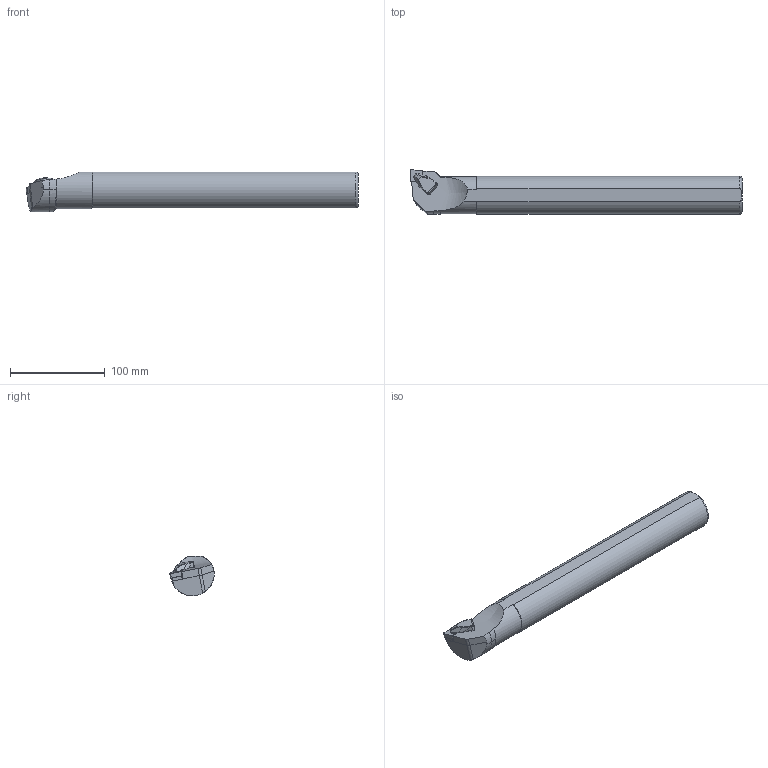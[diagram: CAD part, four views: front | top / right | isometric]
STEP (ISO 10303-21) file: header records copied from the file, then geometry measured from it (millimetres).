
FILE_DESCRIPTION(/* description */ (''),/* implementation_level */ '2;1');
FILE_NAME(/* name */ 'S40U-TCLNL-12.stp',/* time_stamp */ '2023-10-06T14:57:50+03:00',/* author */ (''),/* organization */ (''),/* preprocessor_version */ 'ST-DEVELOPER v19.4',/* originating_system */ 'SIEMENS PLM Software NX2306.3001',/* authorisation */ '');
FILE_SCHEMA (('AUTOMOTIVE_DESIGN { 1 0 10303 214 3 1 1 1 }'));
Length unit declared in the file: millimetre
Products named in the file (1): S40U-TCLNR-12-
Bounding box: 349.92 x 46.94 x 41.74 mm (x, y, z)
Volume: 416523.1 mm3; surface area: 46651.9 mm2
Topology: 2 solids, 2 shells, 109 faces, 268 edges, 164 vertices
Faces by surface type: cylinder 49, plane 40, bspline 12, cone 3, torus 3, sphere 2
Full cylindrical faces by diameter (mm): 4.4 x1, 6.2 x1
Entity records: 3760 total; most frequent: CARTESIAN_POINT 1145, DIRECTION 534, ORIENTED_EDGE 522, EDGE_CURVE 261, AXIS2_PLACEMENT_3D 207, VERTEX_POINT 163, LINE 120, VECTOR 120
